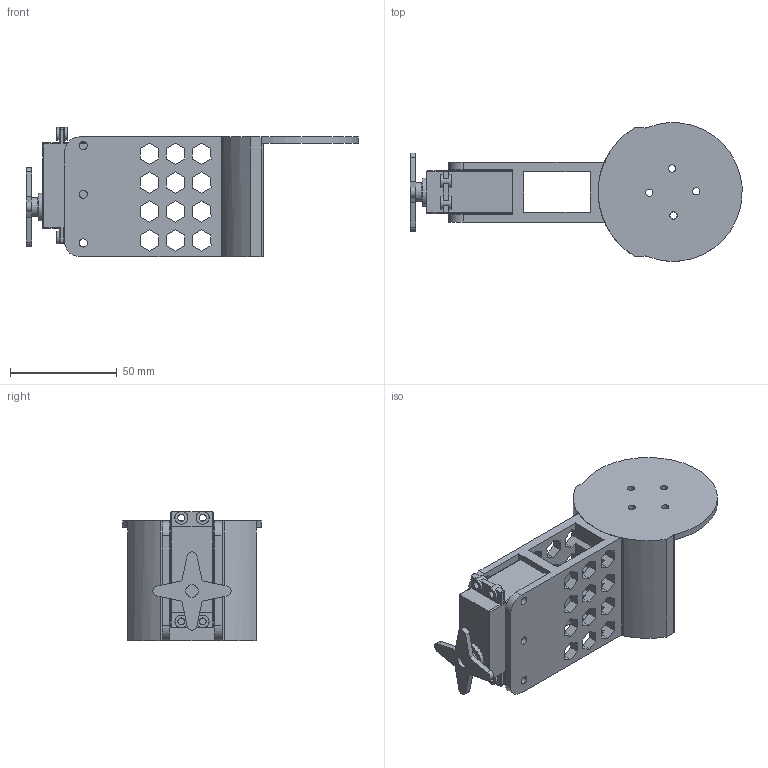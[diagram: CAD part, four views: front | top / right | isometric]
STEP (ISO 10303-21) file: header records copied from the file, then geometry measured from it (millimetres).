
FILE_DESCRIPTION(/* description */ (''),/* implementation_level */ '2;1');
FILE_NAME(/* name */ 'wrist.step',/* time_stamp */ '2025-06-29T19:39:33+05:30',/* author */ (''),/* organization */ (''),/* preprocessor_version */ 'ST-DEVELOPER v20.1',/* originating_system */ 'Autodesk Translation Framework v14.10.0.0',/* authorisation */ '');
FILE_SCHEMA (('AUTOMOTIVE_DESIGN { 1 0 10303 214 3 1 1 }'));
Length unit declared in the file: millimetre
Products named in the file (5): hands; mg992; Connector; Servo Body; Rubber Feet
Assembly tree (4 placements, depth 3):
  hands
    mg992
      Connector
      Servo Body
      Rubber Feet
Bounding box: 155.43 x 64.89 x 60.45 mm (x, y, z)
Volume: 95404.1 mm3; surface area: 44255 mm2
Topology: 2 solids, 2 shells, 273 faces, 766 edges, 502 vertices
Faces by surface type: plane 207, cylinder 66
Full cylindrical faces by diameter (mm): 2.5 x6, 3.25 x4, 3.4 x4, 3.8 x6, 5.8 x2, 6 x4, 8.7 x1, 13 x1
Entity records: 8992 total; most frequent: CARTESIAN_POINT 1550, ORIENTED_EDGE 1532, DIRECTION 1458, EDGE_CURVE 766, LINE 638, VECTOR 638, VERTEX_POINT 502, AXIS2_PLACEMENT_3D 410
